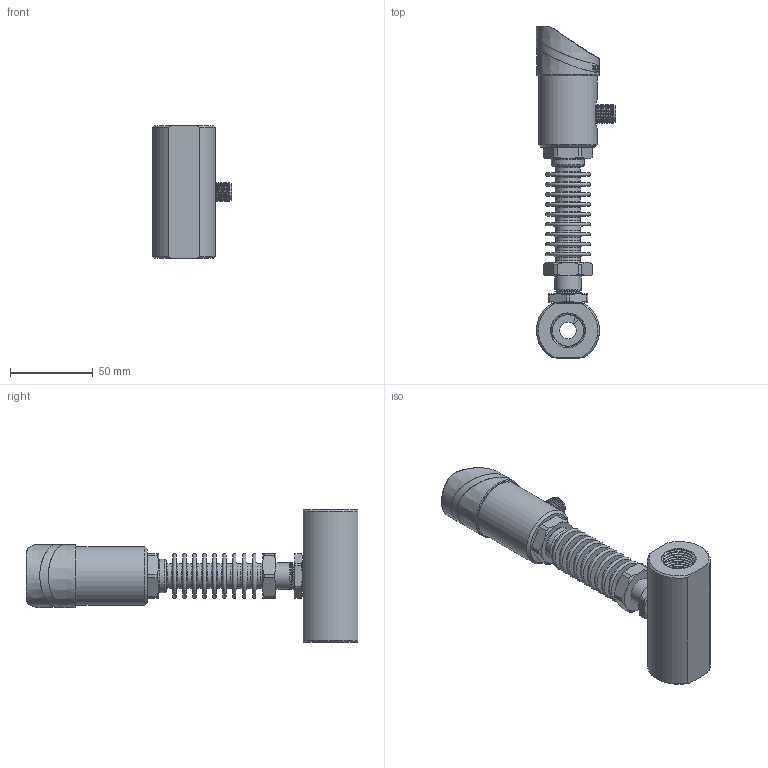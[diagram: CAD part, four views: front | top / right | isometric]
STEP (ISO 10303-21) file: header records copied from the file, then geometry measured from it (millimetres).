
FILE_DESCRIPTION(/* description */ (''),/* implementation_level */ '2;1');
FILE_NAME(/* name */ '(3D)FS510-012G1KH2-口径DN12-G12内螺纹连接-高温型.stp',/* time_stamp */ '2023-10-17T13:54:01+08:00',/* author */ (''),/* organization */ (''),/* preprocessor_version */ 'ST-DEVELOPER v16.7',/* originating_system */ 'SIEMENS PLM Software NX 12.0',/* authorisation */ '');
FILE_SCHEMA (('AUTOMOTIVE_DESIGN { 1 0 10303 214 3 1 1 1 }'));
Products named in the file (1): Mayn13E8F53Ene8b
Bounding box: 47.69 x 200 x 80 mm (x, y, z)
Volume: 85871.7 mm3; surface area: 61820.3 mm2
Topology: 4 solids, 5 shells, 995 faces, 2551 edges, 1655 vertices
Faces by surface type: plane 403, cylinder 170, extrusion 160, cone 116, bspline 65, torus 60, sphere 21
Full cylindrical faces by diameter (mm): 1.689 x1, 2 x1, 2.7 x6, 3.5 x5, 10 x1, 12 x1, 13 x1, 15 x10, 15.9 x1, 16.5 x1, 20 x1, 23 x3, 26 x5, 31.7 x1, 32 x1, 34 x1, 34.2 x1, 35.5 x2
Entity records: 53694 total; most frequent: CARTESIAN_POINT 26867, ORIENTED_EDGE 4720, DIRECTION 4078, EDGE_CURVE 2360, VERTEX_POINT 1597, AXIS2_PLACEMENT_3D 1453, EDGE_LOOP 1223, VECTOR 1172
